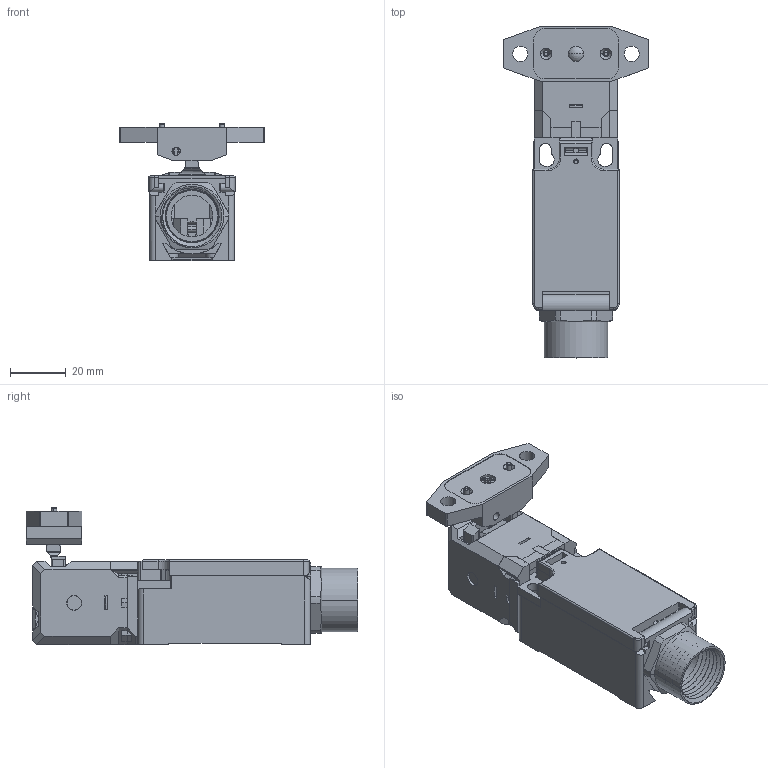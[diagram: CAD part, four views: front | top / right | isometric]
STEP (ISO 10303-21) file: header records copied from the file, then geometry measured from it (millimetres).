
FILE_DESCRIPTION((''),'2;1');
FILE_NAME('192596_ASM','2016-02-01T',('pdmadmin'),(''),'PRO/ENGINEER BY PARAMETRIC TECHNOLOGY CORPORATION, 2013230','PRO/ENGINEER BY PARAMETRIC TECHNOLOGY CORPORATION, 2013230','');
FILE_SCHEMA(('CONFIG_CONTROL_DESIGN'));
Products named in the file (15): 49480---SI-LS100F_BODY; 49480---SI-LS100F_COVER; 49480---SI-LS100F_GASKET; 49480---SI-LS100F_INTERNAL; 49480---SI-LS100F_HEAD_LOCK; 49480---SI-LS100_INTERLOCK_BODY_ASM; 49480---SI-LS100F_HEAD; 49480---SI-LS100F_HEAD_PIN; 49480---SI-LS100_INTERLOCK_HEAD_ASM; 49480---SI-LS100F_HEAD_PLUG; 49480---SI-LS100F_ASM; 46996---SI-QS-SSU; 65145; 58744---SI-LS100MRFF_ASM; 192596_ASM
Assembly tree (14 placements, depth 5):
  192596_ASM
    58744---SI-LS100MRFF_ASM
      49480---SI-LS100F_ASM
        49480---SI-LS100_INTERLOCK_BODY_ASM
          49480---SI-LS100F_BODY
          49480---SI-LS100F_COVER
          49480---SI-LS100F_GASKET
          49480---SI-LS100F_INTERNAL
          49480---SI-LS100F_HEAD_LOCK
        49480---SI-LS100_INTERLOCK_HEAD_ASM
          49480---SI-LS100F_HEAD
          49480---SI-LS100F_HEAD_PIN
        49480---SI-LS100F_HEAD_PLUG
      46996---SI-QS-SSU
      65145
Bounding box: 52 x 119.22 x 49.3 mm (x, y, z)
Volume: 48885.5 mm3; surface area: 51318.6 mm2
Topology: 14 solids, 15 shells, 1522 faces, 4050 edges, 2608 vertices
Faces by surface type: plane 867, cylinder 489, sphere 60, cone 51, torus 30, bspline 25
Entity records: 54329 total; most frequent: CARTESIAN_POINT 15709, ORIENTED_EDGE 8068, DIRECTION 7927, EDGE_CURVE 4042, VECTOR 2689, LINE 2689, AXIS2_PLACEMENT_3D 2619, VERTEX_POINT 2608
